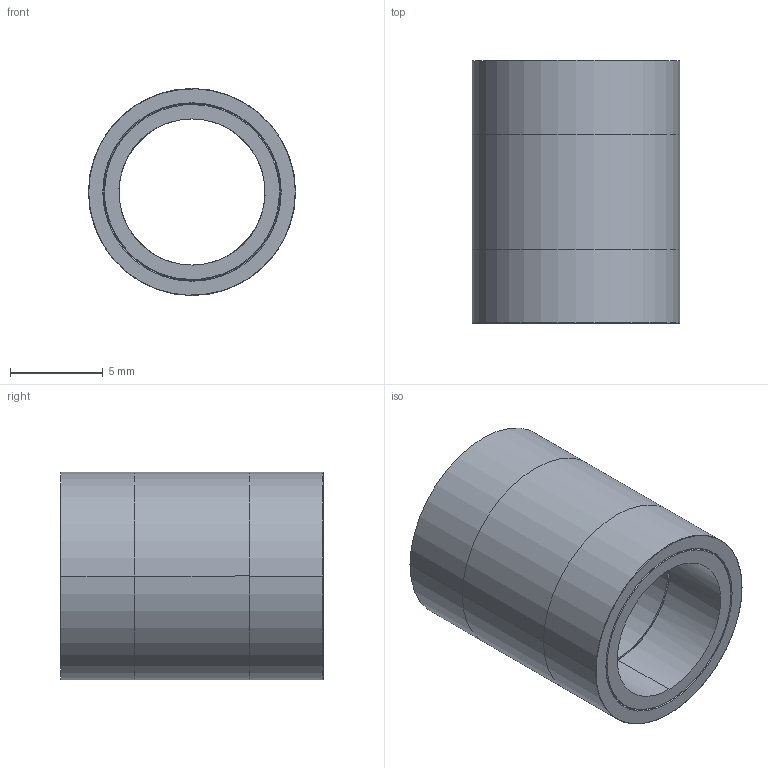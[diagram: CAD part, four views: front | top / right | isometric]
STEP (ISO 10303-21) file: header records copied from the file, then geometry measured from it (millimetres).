
FILE_DESCRIPTION (( 'STEP AP203' ), '1' );
FILE_NAME ('Bearing_2_Default_sldprt.STEP', '2023-12-01T14:26:00', ( '' ), ( '' ), 'SwSTEP 2.0', 'SolidWorks 2023', '' );
FILE_SCHEMA (( 'CONFIG_CONTROL_DESIGN' ));
Length unit declared in the file: millimetre
Products named in the file (1): Bearing_2_Default_sldprt
Bounding box: 11.2 x 14.2 x 11.2 mm (x, y, z)
Volume: 702.5 mm3; surface area: 1622.3 mm2
Topology: 5 solids, 5 shells, 44 faces, 88 edges, 54 vertices
Faces by surface type: cylinder 20, cone 14, plane 10
Entity records: 1539 total; most frequent: CARTESIAN_POINT 531, DIRECTION 200, ORIENTED_EDGE 176, EDGE_CURVE 88, AXIS2_PLACEMENT_3D 83, EDGE_LOOP 54, VERTEX_POINT 54, FACE_OUTER_BOUND 44
